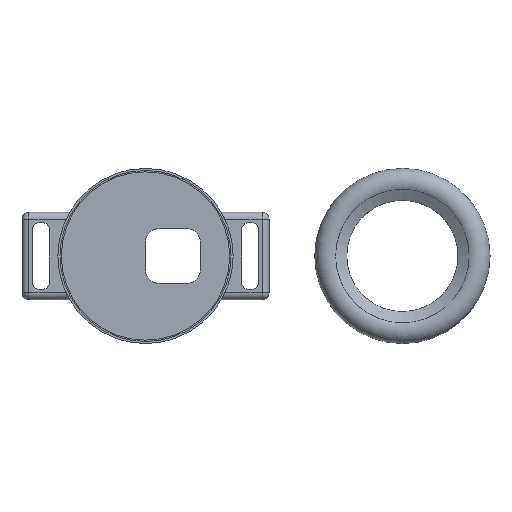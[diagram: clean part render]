
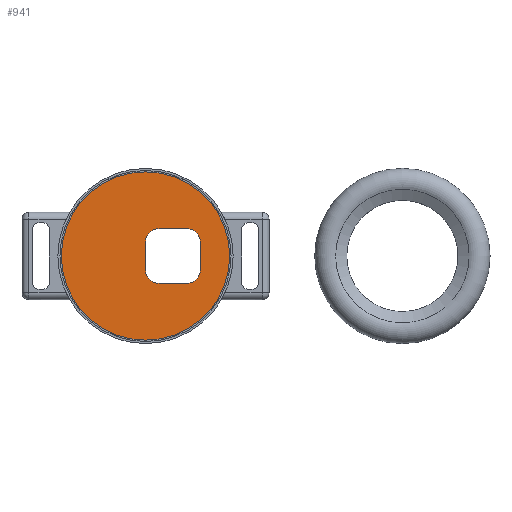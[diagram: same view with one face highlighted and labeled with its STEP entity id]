
A CAD part, top view. The second image highlights one B-rep face of the part: STEP entity #941.
In plain terms, the highlighted planar face has unit normal (0, 0, 1).
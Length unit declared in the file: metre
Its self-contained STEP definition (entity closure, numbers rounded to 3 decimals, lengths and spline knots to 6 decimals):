
#62=PLANE('',#1094);
#117=CIRCLE('',#1093,0.0245);
#118=CIRCLE('',#1095,0.004);
#119=CIRCLE('',#1096,0.004);
#120=CIRCLE('',#1097,0.004);
#121=CIRCLE('',#1098,0.004);
#325=ORIENTED_EDGE('',*,*,#473,.F.);
#326=ORIENTED_EDGE('',*,*,#474,.T.);
#327=ORIENTED_EDGE('',*,*,#475,.T.);
#328=ORIENTED_EDGE('',*,*,#476,.T.);
#329=ORIENTED_EDGE('',*,*,#477,.T.);
#330=ORIENTED_EDGE('',*,*,#478,.T.);
#331=ORIENTED_EDGE('',*,*,#479,.F.);
#332=ORIENTED_EDGE('',*,*,#480,.T.);
#333=ORIENTED_EDGE('',*,*,#472,.F.);
#472=EDGE_CURVE('',#563,#563,#117,.T.);
#473=EDGE_CURVE('',#564,#565,#622,.T.);
#474=EDGE_CURVE('',#564,#566,#118,.T.);
#475=EDGE_CURVE('',#566,#567,#623,.T.);
#476=EDGE_CURVE('',#567,#568,#119,.T.);
#477=EDGE_CURVE('',#568,#569,#624,.T.);
#478=EDGE_CURVE('',#569,#570,#120,.T.);
#479=EDGE_CURVE('',#571,#570,#625,.T.);
#480=EDGE_CURVE('',#571,#565,#121,.T.);
#563=VERTEX_POINT('',#1663);
#564=VERTEX_POINT('',#1666);
#565=VERTEX_POINT('',#1667);
#566=VERTEX_POINT('',#1669);
#567=VERTEX_POINT('',#1671);
#568=VERTEX_POINT('',#1673);
#569=VERTEX_POINT('',#1675);
#570=VERTEX_POINT('',#1677);
#571=VERTEX_POINT('',#1679);
#622=LINE('',#1665,#684);
#623=LINE('',#1670,#685);
#624=LINE('',#1674,#686);
#625=LINE('',#1678,#687);
#684=VECTOR('',#1373,1.);
#685=VECTOR('',#1376,1.);
#686=VECTOR('',#1379,1.);
#687=VECTOR('',#1382,1.);
#768=EDGE_LOOP('',(#325,#326,#327,#328,#329,#330,#331,#332));
#769=EDGE_LOOP('',(#333));
#852=FACE_BOUND('',#768,.T.);
#853=FACE_BOUND('',#769,.T.);
#941=ADVANCED_FACE('',(#852,#853),#62,.F.);
#1093=AXIS2_PLACEMENT_3D('',#1662,#1369,#1370);
#1094=AXIS2_PLACEMENT_3D('',#1664,#1371,#1372);
#1095=AXIS2_PLACEMENT_3D('',#1668,#1374,#1375);
#1096=AXIS2_PLACEMENT_3D('',#1672,#1377,#1378);
#1097=AXIS2_PLACEMENT_3D('',#1676,#1380,#1381);
#1098=AXIS2_PLACEMENT_3D('',#1680,#1383,#1384);
#1369=DIRECTION('',(0.,0.,-1.));
#1370=DIRECTION('',(-1.,0.,0.));
#1371=DIRECTION('',(0.,0.,-1.));
#1372=DIRECTION('',(-1.,0.,0.));
#1373=DIRECTION('',(-1.,0.,0.));
#1374=DIRECTION('',(0.,0.,-1.));
#1375=DIRECTION('',(-1.,0.,0.));
#1376=DIRECTION('',(0.,-1.,0.));
#1377=DIRECTION('',(0.,0.,-1.));
#1378=DIRECTION('',(-1.,0.,0.));
#1379=DIRECTION('',(-1.,0.,0.));
#1380=DIRECTION('',(0.,0.,-1.));
#1381=DIRECTION('',(-1.,0.,0.));
#1382=DIRECTION('',(0.,-1.,0.));
#1383=DIRECTION('',(0.,0.,-1.));
#1384=DIRECTION('',(-1.,0.,0.));
#1662=CARTESIAN_POINT('',(0.,0.,0.001));
#1663=CARTESIAN_POINT('',(-0.0245,0.,0.001));
#1664=CARTESIAN_POINT('',(0.,0.01225,0.001));
#1665=CARTESIAN_POINT('',(0.007958,0.008,0.001));
#1666=CARTESIAN_POINT('',(0.011953,0.008,0.001));
#1667=CARTESIAN_POINT('',(0.003963,0.008,0.001));
#1668=CARTESIAN_POINT('',(0.011953,0.004,0.001));
#1669=CARTESIAN_POINT('',(0.015953,0.004,0.001));
#1670=CARTESIAN_POINT('',(0.015953,-0.004,0.001));
#1671=CARTESIAN_POINT('',(0.015953,-0.004,0.001));
#1672=CARTESIAN_POINT('',(0.011953,-0.004,0.001));
#1673=CARTESIAN_POINT('',(0.011953,-0.008,0.001));
#1674=CARTESIAN_POINT('',(0.007958,-0.008,0.001));
#1675=CARTESIAN_POINT('',(0.003963,-0.008,0.001));
#1676=CARTESIAN_POINT('',(0.003963,-0.004,0.001));
#1677=CARTESIAN_POINT('',(-0.000037,-0.004,0.001));
#1678=CARTESIAN_POINT('',(-0.000037,0.004,0.001));
#1679=CARTESIAN_POINT('',(-0.000037,0.004,0.001));
#1680=CARTESIAN_POINT('',(0.003963,0.004,0.001));
